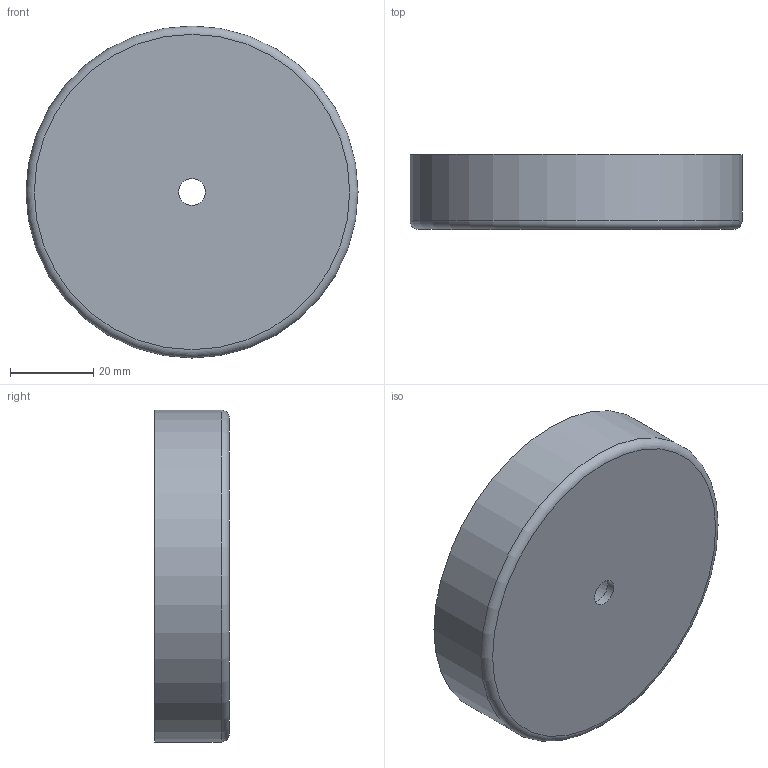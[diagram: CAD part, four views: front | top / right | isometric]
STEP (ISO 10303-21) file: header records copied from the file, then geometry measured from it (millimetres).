
FILE_DESCRIPTION(/* description */ ('','CAx-IF Rec.Pracs.---Representation and Presentation of Product Manufacturing Information (PMI)---4.0---2014-10-13'),/* implementation_level */ '2;1');
FILE_NAME(/* name */ 'GM16606.stp',/* time_stamp */ '2020-09-03T10:36:52+02:00',/* author */ ('tm'),/* organization */ (''),/* preprocessor_version */ 'ST-DEVELOPER v17.2',/* originating_system */ 'Autodesk Inventor 2019',/* authorisation */ '');
FILE_SCHEMA (('AUTOMOTIVE_DESIGN { 1 0 10303 214 3 1 1 }','AP242_MANAGED_MODEL_BASED_3D_ENGINEERING_MIM_LF { 1 0 10303 442 1 1 4 }'));
Length unit declared in the file: millimetre
Products named in the file (4): GM16606; E0133632; E0133633; E0133634
Assembly tree (3 placements, depth 2):
  GM16606
    E0133632
    E0133633
    E0133634
Bounding box: 80 x 18 x 80 mm (x, y, z)
Volume: 88536.4 mm3; surface area: 37822.1 mm2
Topology: 3 solids, 3 shells, 49 faces, 127 edges, 86 vertices
Faces by surface type: plane 22, bspline 16, cylinder 7, cone 3, torus 1
Full cylindrical faces by diameter (mm): 6.5 x1, 11.5 x1, 74 x2, 76 x2, 80 x1
Entity records: 1817 total; most frequent: CARTESIAN_POINT 518, ORIENTED_EDGE 240, DIRECTION 202, EDGE_CURVE 120, VERTEX_POINT 79, LINE 68, VECTOR 68, AXIS2_PLACEMENT_3D 67
